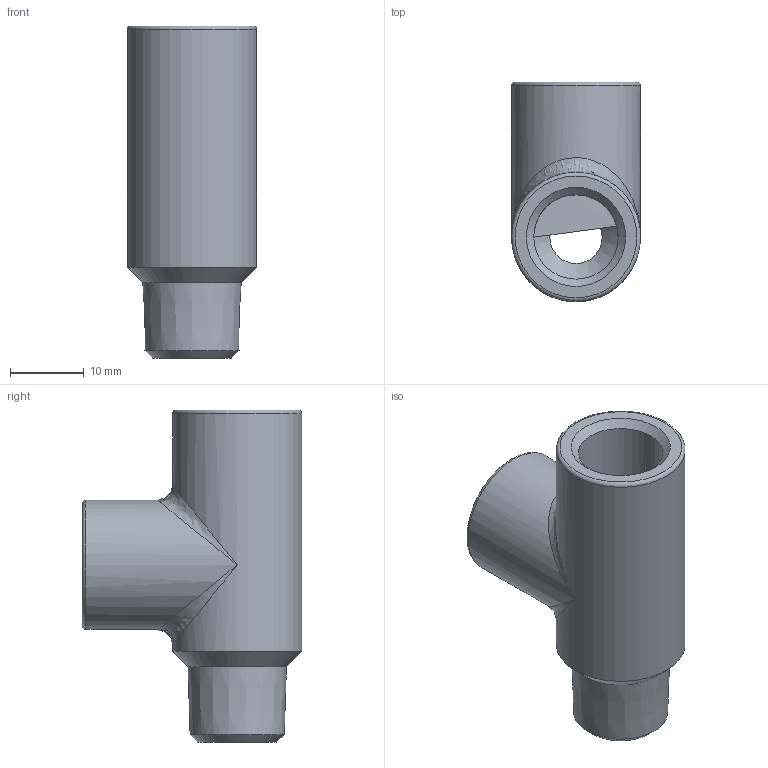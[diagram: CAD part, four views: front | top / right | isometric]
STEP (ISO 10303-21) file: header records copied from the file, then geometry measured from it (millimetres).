
FILE_DESCRIPTION(/* description */ (''),/* implementation_level */ '2;1');
FILE_NAME(/* name */ '3D_R221-DA-DN8_172571220.stp',/* time_stamp */ '2021-07-23T10:27:13+02:00',/* author */ ('cad'),/* organization */ (''),/* preprocessor_version */ 'ST-DEVELOPER v18.1',/* originating_system */ 'Autodesk Inventor 2022',/* authorisation */ '');
FILE_SCHEMA (('AUTOMOTIVE_DESIGN { 1 0 10303 214 3 1 1 }'));
Length unit declared in the file: millimetre
Products named in the file (1): 3D_R221-DA-DN8_172571220
Bounding box: 17.5 x 29.75 x 45 mm (x, y, z)
Volume: 7368.2 mm3; surface area: 5102.3 mm2
Topology: 1 solids, 1 shells, 21 faces, 55 edges, 27 vertices
Faces by surface type: cone 7, cylinder 5, bspline 4, plane 3, torus 2
Full cylindrical faces by diameter (mm): 7.1 x1, 11.445 x2, 17.5 x2
Entity records: 823 total; most frequent: CARTESIAN_POINT 292, DIRECTION 116, ORIENTED_EDGE 94, AXIS2_PLACEMENT_3D 51, EDGE_CURVE 47, VERTEX_POINT 27, CIRCLE 25, EDGE_LOOP 24
